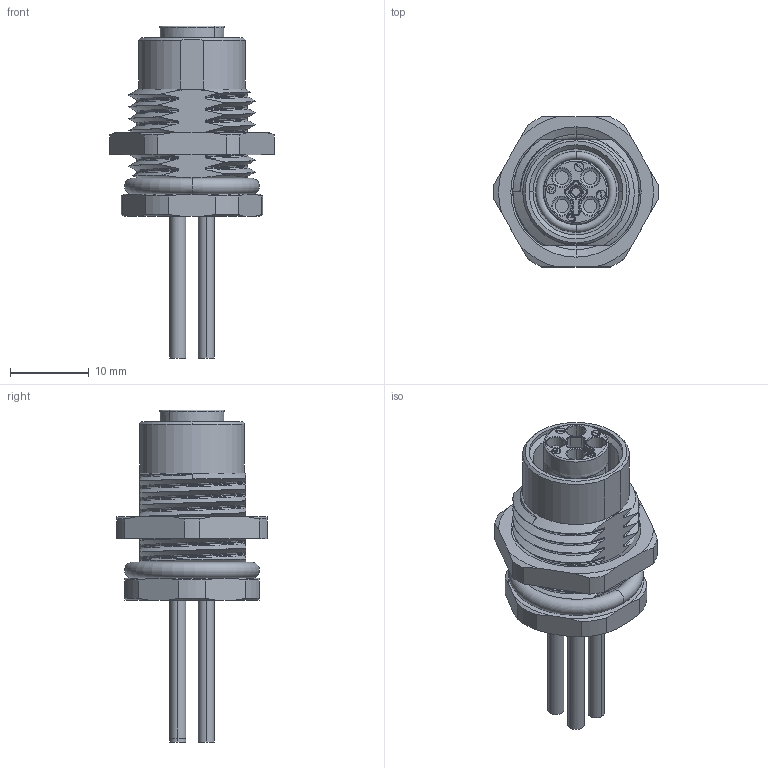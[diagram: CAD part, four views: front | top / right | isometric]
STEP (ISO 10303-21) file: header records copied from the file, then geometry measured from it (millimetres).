
FILE_DESCRIPTION((''),'2;1');
FILE_NAME('1424134_ASM','2011-10-13T',('bthumm'),(''),'PRO/ENGINEER BY PARAMETRIC TECHNOLOGY CORPORATION, 2011220','PRO/ENGINEER BY PARAMETRIC TECHNOLOGY CORPORATION, 2011220','');
FILE_SCHEMA(('AUTOMOTIVE_DESIGN { 1 0 10303 214 1 1 1 1 }'));
Length unit declared in the file: millimetre
Products named in the file (3): BP-L23HAGAAX_XX_SW0001; 415371; 1424134_ASM
Assembly tree (2 placements, depth 2):
  1424134_ASM
    BP-L23HAGAAX_XX_SW0001
    415371
Bounding box: 20.89 x 19 x 42.05 mm (x, y, z)
Volume: 4098.5 mm3; surface area: 3833.3 mm2
Topology: 2 solids, 2 shells, 428 faces, 1146 edges, 749 vertices
Faces by surface type: plane 181, bspline 85, cylinder 80, cone 50, torus 32
Entity records: 21348 total; most frequent: CARTESIAN_POINT 10819, ORIENTED_EDGE 2292, DIRECTION 1779, EDGE_CURVE 1146, VERTEX_POINT 749, AXIS2_PLACEMENT_3D 603, VECTOR 573, LINE 573
